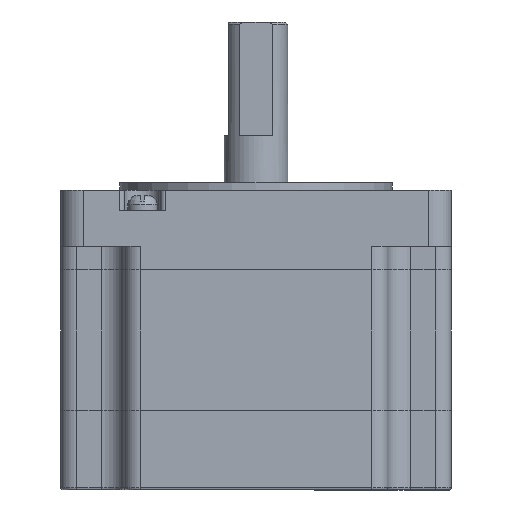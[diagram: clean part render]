
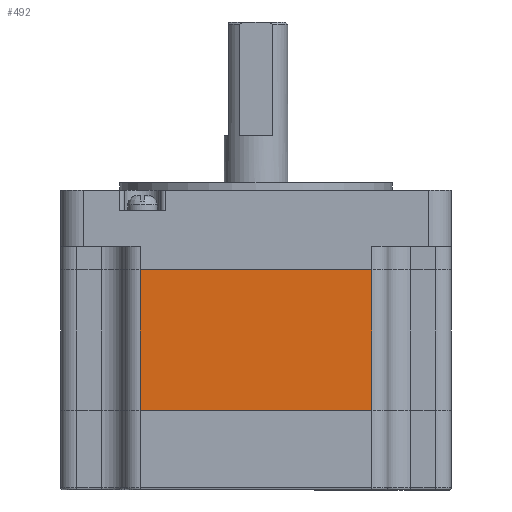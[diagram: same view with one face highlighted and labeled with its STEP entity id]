
A CAD part, left-side view. The second image highlights one B-rep face of the part: STEP entity #492.
In plain terms, the highlighted planar face has unit normal (-1, 0, 0).
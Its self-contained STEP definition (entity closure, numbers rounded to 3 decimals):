
#492 = ADVANCED_FACE( '', ( #1124 ), #1125, .F. );
#1124 = FACE_OUTER_BOUND( '', #1960, .T. );
#1125 = PLANE( '', #1961 );
#1960 = EDGE_LOOP( '', ( #3346, #3347, #3348, #3349 ) );
#1961 = AXIS2_PLACEMENT_3D( '', #3350, #3351, #3352 );
#3346 = ORIENTED_EDGE( '', *, *, #5032, .T. );
#3347 = ORIENTED_EDGE( '', *, *, #5206, .F. );
#3348 = ORIENTED_EDGE( '', *, *, #5207, .F. );
#3349 = ORIENTED_EDGE( '', *, *, #4938, .T. );
#3350 = CARTESIAN_POINT( '', ( -43., 25.5, 31. ) );
#3351 = DIRECTION( '', ( 1., 0., 0. ) );
#3352 = DIRECTION( '', ( 0., 1., 0. ) );
#4938 = EDGE_CURVE( '', #5922, #5920, #5923, .T. );
#5032 = EDGE_CURVE( '', #5920, #6079, #6081, .T. );
#5206 = EDGE_CURVE( '', #6350, #6079, #6351, .T. );
#5207 = EDGE_CURVE( '', #5922, #6350, #6352, .T. );
#5920 = VERTEX_POINT( '', #7324 );
#5922 = VERTEX_POINT( '', #7326 );
#5923 = LINE( '', #7327, #7328 );
#6079 = VERTEX_POINT( '', #7526 );
#6081 = LINE( '', #7528, #7529 );
#6350 = VERTEX_POINT( '', #7990 );
#6351 = LINE( '', #7991, #7992 );
#6352 = LINE( '', #7993, #7994 );
#7324 = CARTESIAN_POINT( '', ( -43., 25.5, 0. ) );
#7326 = CARTESIAN_POINT( '', ( -43., 25.5, 31. ) );
#7327 = CARTESIAN_POINT( '', ( -43., 25.5, 31. ) );
#7328 = VECTOR( '', #9098, 1000. );
#7526 = CARTESIAN_POINT( '', ( -43., -25.5, 0. ) );
#7528 = CARTESIAN_POINT( '', ( -43., 25.5, 0. ) );
#7529 = VECTOR( '', #9262, 1000. );
#7990 = CARTESIAN_POINT( '', ( -43., -25.5, 31. ) );
#7991 = CARTESIAN_POINT( '', ( -43., -25.5, 31. ) );
#7992 = VECTOR( '', #9481, 1000. );
#7993 = CARTESIAN_POINT( '', ( -43., 25.5, 31. ) );
#7994 = VECTOR( '', #9482, 1000. );
#9098 = DIRECTION( '', ( 0., 0., -1. ) );
#9262 = DIRECTION( '', ( 0., -1., 0. ) );
#9481 = DIRECTION( '', ( 0., 0., -1. ) );
#9482 = DIRECTION( '', ( 0., -1., 0. ) );
